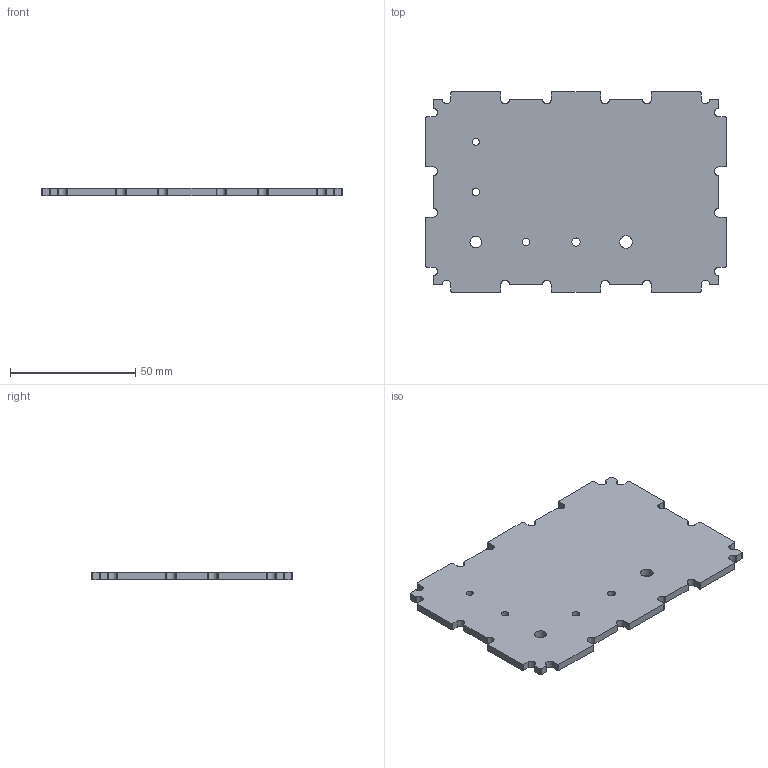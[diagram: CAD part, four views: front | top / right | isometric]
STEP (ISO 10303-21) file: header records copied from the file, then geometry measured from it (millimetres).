
FILE_DESCRIPTION(('Open CASCADE Model'),'2;1');
FILE_NAME('Open CASCADE Shape Model','2024-09-10T16:46:29',('Author'),( 'Open CASCADE'),'Open CASCADE STEP processor 7.7','Open CASCADE 7.7' ,'Unknown');
FILE_SCHEMA(('AUTOMOTIVE_DESIGN { 1 0 10303 214 1 1 1 1 }'));
Length unit declared in the file: millimetre
Products named in the file (1): Open CASCADE STEP translator 7.7 1
Bounding box: 120 x 80 x 3 mm (x, y, z)
Volume: 26614.2 mm3; surface area: 19357.6 mm2
Topology: 1 solids, 1 shells, 164 faces, 486 edges, 324 vertices
Faces by surface type: cylinder 94, plane 70
Full cylindrical faces by diameter (mm): 2.7 x1, 3 x2, 3.3 x1, 4.7 x1, 5 x1
Entity records: 11930 total; most frequent: CARTESIAN_POINT 2395, DIRECTION 1788, ORIENTED_EDGE 972, PCURVE 972, DEFINITIONAL_REPRESENTATION 972, LINE 946, VECTOR 946, EDGE_CURVE 486
